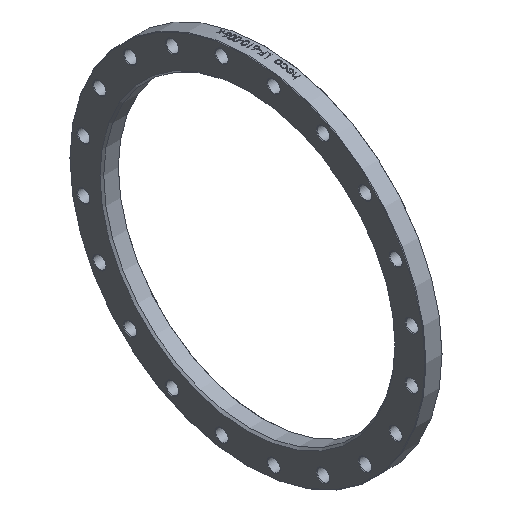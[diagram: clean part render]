
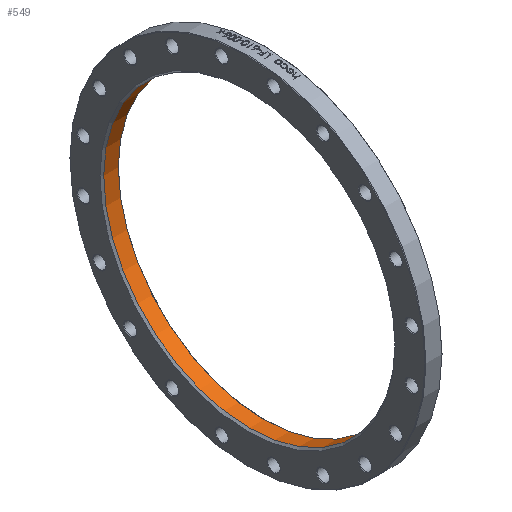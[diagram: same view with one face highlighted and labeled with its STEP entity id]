
A CAD part, isometric view. The second image highlights one B-rep face of the part: STEP entity #549.
In plain terms, the highlighted cylindrical face has radius 309 mm (diameter 618 mm), a full revolution.
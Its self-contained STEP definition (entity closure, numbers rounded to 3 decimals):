
#134 = CIRCLE ( 'NONE', #2936, 309. ) ;
#403 = EDGE_LOOP ( 'NONE', ( #6975 ) ) ;
#528 = CARTESIAN_POINT ( 'NONE',  ( 4., 0., -309. ) ) ;
#549 = ADVANCED_FACE ( 'NONE', ( #3390, #3315 ), #6434, .F. ) ;
#927 = CARTESIAN_POINT ( 'NONE',  ( 35., 0., 309. ) ) ;
#1397 = EDGE_CURVE ( 'NONE', #7592, #7592, #1406, .T. ) ;
#1406 = CIRCLE ( 'NONE', #2549, 309. ) ;
#2549 = AXIS2_PLACEMENT_3D ( 'NONE', #4754, #7774, #3509 ) ;
#2616 = EDGE_CURVE ( 'NONE', #6527, #6527, #134, .T. ) ;
#2644 = ORIENTED_EDGE ( 'NONE', *, *, #2616, .T. ) ;
#2654 = DIRECTION ( 'NONE',  ( 0., 0., -1. ) ) ;
#2936 = AXIS2_PLACEMENT_3D ( 'NONE', #5207, #6961, #2654 ) ;
#3315 = FACE_OUTER_BOUND ( 'NONE', #403, .T. ) ;
#3390 = FACE_OUTER_BOUND ( 'NONE', #6718, .T. ) ;
#3509 = DIRECTION ( 'NONE',  ( 0., 0., 1. ) ) ;
#3955 = DIRECTION ( 'NONE',  ( -1., 0., 0. ) ) ;
#4071 = AXIS2_PLACEMENT_3D ( 'NONE', #4489, #3955, #6394 ) ;
#4489 = CARTESIAN_POINT ( 'NONE',  ( 0., 0., 0. ) ) ;
#4754 = CARTESIAN_POINT ( 'NONE',  ( 35., 0., 0. ) ) ;
#5207 = CARTESIAN_POINT ( 'NONE',  ( 4., 0., 0. ) ) ;
#6394 = DIRECTION ( 'NONE',  ( 0., 0., 1. ) ) ;
#6434 = CYLINDRICAL_SURFACE ( 'NONE', #4071, 309. ) ;
#6527 = VERTEX_POINT ( 'NONE', #528 ) ;
#6718 = EDGE_LOOP ( 'NONE', ( #2644 ) ) ;
#6961 = DIRECTION ( 'NONE',  ( -1., 0., 0. ) ) ;
#6975 = ORIENTED_EDGE ( 'NONE', *, *, #1397, .T. ) ;
#7592 = VERTEX_POINT ( 'NONE', #927 ) ;
#7774 = DIRECTION ( 'NONE',  ( 1., 0., 0. ) ) ;
